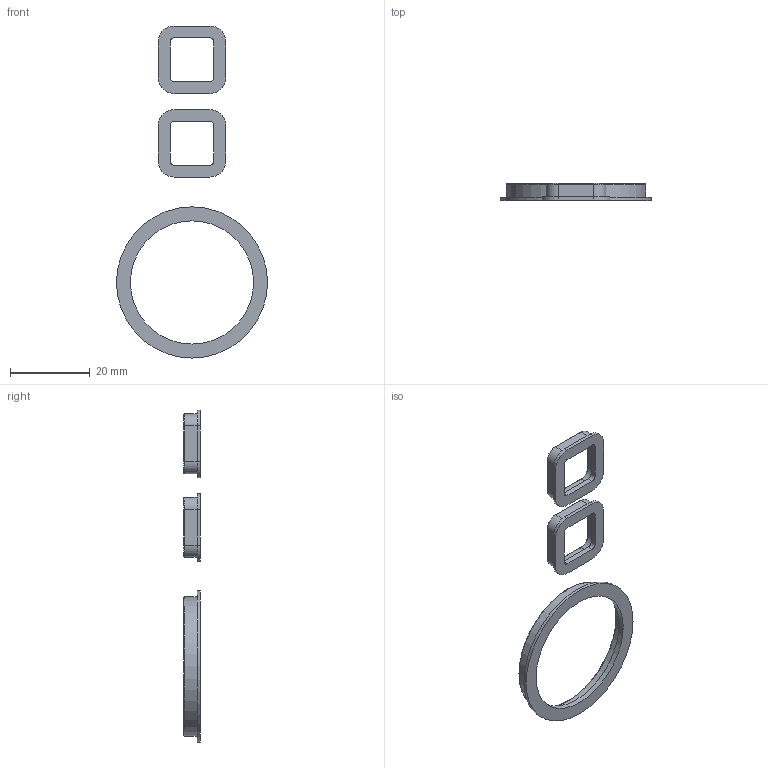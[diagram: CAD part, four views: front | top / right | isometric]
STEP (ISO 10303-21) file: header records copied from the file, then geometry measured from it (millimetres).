
FILE_DESCRIPTION(/* description */ (''),/* implementation_level */ '2;1');
FILE_NAME(/* name */ 'Button Sockets.step',/* time_stamp */ '2023-01-05T12:21:57-06:00',/* author */ (''),/* organization */ (''),/* preprocessor_version */ 'ST-DEVELOPER v19.2',/* originating_system */ 'Autodesk Translation Framework v11.17.0.187',/* authorisation */ '');
FILE_SCHEMA (('AUTOMOTIVE_DESIGN { 1 0 10303 214 3 1 1 }'));
Length unit declared in the file: millimetre
Products named in the file (1): Button Sockets
Bounding box: 38 x 4.2 x 83.5 mm (x, y, z)
Volume: 1089.9 mm3; surface area: 3125.8 mm2
Topology: 3 solids, 3 shells, 114 faces, 274 edges, 172 vertices
Faces by surface type: cylinder 52, plane 44, torus 18
Full cylindrical faces by diameter (mm): 31 x1, 34 x1, 35 x1, 38 x1
Entity records: 3371 total; most frequent: DIRECTION 630, CARTESIAN_POINT 561, ORIENTED_EDGE 548, EDGE_CURVE 274, AXIS2_PLACEMENT_3D 241, VERTEX_POINT 172, LINE 148, VECTOR 148
